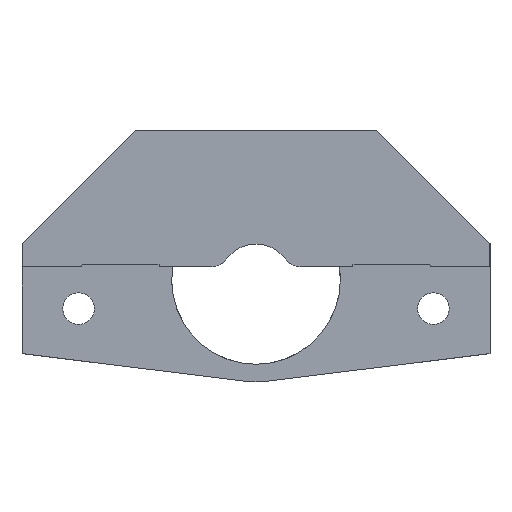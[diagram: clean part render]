
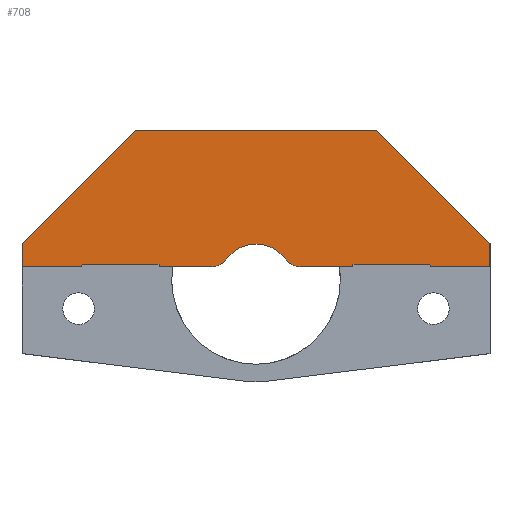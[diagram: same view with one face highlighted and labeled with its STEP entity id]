
A CAD part, front view. The second image highlights one B-rep face of the part: STEP entity #708.
In plain terms, the highlighted planar face has unit normal (0, -1, 0).
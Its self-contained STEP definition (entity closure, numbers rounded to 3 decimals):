
#24=PLANE('',#769);
#50=CIRCLE('',#759,2.5);
#52=CIRCLE('',#762,4.75);
#55=CIRCLE('',#767,2.5);
#81=FACE_OUTER_BOUND('',#119,.T.);
#119=EDGE_LOOP('',(#533,#534,#535,#536,#537,#538,#539,#540,#541,#542,#543,
#544,#545,#546,#547,#548,#549,#550));
#173=LINE('',#1074,#255);
#174=LINE('',#1077,#256);
#175=LINE('',#1079,#257);
#176=LINE('',#1081,#258);
#177=LINE('',#1083,#259);
#178=LINE('',#1085,#260);
#179=LINE('',#1087,#261);
#180=LINE('',#1089,#262);
#181=LINE('',#1091,#263);
#182=LINE('',#1093,#264);
#183=LINE('',#1095,#265);
#184=LINE('',#1097,#266);
#185=LINE('',#1099,#267);
#186=LINE('',#1101,#268);
#187=LINE('',#1102,#269);
#255=VECTOR('',#863,10.);
#256=VECTOR('',#866,10.);
#257=VECTOR('',#867,10.);
#258=VECTOR('',#868,10.);
#259=VECTOR('',#869,10.);
#260=VECTOR('',#870,10.);
#261=VECTOR('',#871,10.);
#262=VECTOR('',#872,10.);
#263=VECTOR('',#873,10.);
#264=VECTOR('',#874,10.);
#265=VECTOR('',#875,10.);
#266=VECTOR('',#876,10.);
#267=VECTOR('',#877,10.);
#268=VECTOR('',#878,10.);
#269=VECTOR('',#879,10.);
#335=VERTEX_POINT('',#1046);
#336=VERTEX_POINT('',#1048);
#338=VERTEX_POINT('',#1054);
#342=VERTEX_POINT('',#1066);
#344=VERTEX_POINT('',#1072);
#345=VERTEX_POINT('',#1076);
#346=VERTEX_POINT('',#1078);
#347=VERTEX_POINT('',#1080);
#348=VERTEX_POINT('',#1082);
#349=VERTEX_POINT('',#1084);
#350=VERTEX_POINT('',#1086);
#351=VERTEX_POINT('',#1088);
#352=VERTEX_POINT('',#1090);
#353=VERTEX_POINT('',#1092);
#354=VERTEX_POINT('',#1094);
#355=VERTEX_POINT('',#1096);
#356=VERTEX_POINT('',#1098);
#357=VERTEX_POINT('',#1100);
#404=EDGE_CURVE('',#335,#336,#50,.T.);
#408=EDGE_CURVE('',#335,#338,#52,.F.);
#413=EDGE_CURVE('',#342,#338,#55,.T.);
#417=EDGE_CURVE('',#342,#344,#173,.T.);
#418=EDGE_CURVE('',#344,#345,#174,.F.);
#419=EDGE_CURVE('',#345,#346,#175,.F.);
#420=EDGE_CURVE('',#346,#347,#176,.F.);
#421=EDGE_CURVE('',#347,#348,#177,.T.);
#422=EDGE_CURVE('',#348,#349,#178,.T.);
#423=EDGE_CURVE('',#349,#350,#179,.T.);
#424=EDGE_CURVE('',#350,#351,#180,.T.);
#425=EDGE_CURVE('',#351,#352,#181,.T.);
#426=EDGE_CURVE('',#352,#353,#182,.T.);
#427=EDGE_CURVE('',#353,#354,#183,.T.);
#428=EDGE_CURVE('',#354,#355,#184,.F.);
#429=EDGE_CURVE('',#355,#356,#185,.F.);
#430=EDGE_CURVE('',#356,#357,#186,.F.);
#431=EDGE_CURVE('',#357,#336,#187,.T.);
#533=ORIENTED_EDGE('',*,*,#404,.F.);
#534=ORIENTED_EDGE('',*,*,#408,.T.);
#535=ORIENTED_EDGE('',*,*,#413,.F.);
#536=ORIENTED_EDGE('',*,*,#417,.T.);
#537=ORIENTED_EDGE('',*,*,#418,.T.);
#538=ORIENTED_EDGE('',*,*,#419,.T.);
#539=ORIENTED_EDGE('',*,*,#420,.T.);
#540=ORIENTED_EDGE('',*,*,#421,.T.);
#541=ORIENTED_EDGE('',*,*,#422,.T.);
#542=ORIENTED_EDGE('',*,*,#423,.T.);
#543=ORIENTED_EDGE('',*,*,#424,.T.);
#544=ORIENTED_EDGE('',*,*,#425,.T.);
#545=ORIENTED_EDGE('',*,*,#426,.T.);
#546=ORIENTED_EDGE('',*,*,#427,.T.);
#547=ORIENTED_EDGE('',*,*,#428,.T.);
#548=ORIENTED_EDGE('',*,*,#429,.T.);
#549=ORIENTED_EDGE('',*,*,#430,.T.);
#550=ORIENTED_EDGE('',*,*,#431,.T.);
#708=ADVANCED_FACE('',(#81),#24,.T.);
#759=AXIS2_PLACEMENT_3D('',#1049,#836,#837);
#762=AXIS2_PLACEMENT_3D('',#1056,#844,#845);
#767=AXIS2_PLACEMENT_3D('',#1067,#856,#857);
#769=AXIS2_PLACEMENT_3D('',#1075,#864,#865);
#836=DIRECTION('center_axis',(0.,1.,0.));
#837=DIRECTION('ref_axis',(0.456,0.,-0.89));
#844=DIRECTION('center_axis',(0.,-1.,0.));
#845=DIRECTION('ref_axis',(1.,0.,0.));
#856=DIRECTION('center_axis',(0.,1.,0.));
#857=DIRECTION('ref_axis',(-0.456,0.,-0.89));
#863=DIRECTION('',(1.,0.,0.));
#864=DIRECTION('center_axis',(0.,-1.,0.));
#865=DIRECTION('ref_axis',(1.,0.,0.));
#866=DIRECTION('',(0.,0.,-1.));
#867=DIRECTION('',(-1.,0.,0.));
#868=DIRECTION('',(-0.198,0.,0.98));
#869=DIRECTION('',(1.,0.,0.));
#870=DIRECTION('',(0.,0.,1.));
#871=DIRECTION('',(-0.707,0.,0.707));
#872=DIRECTION('',(-1.,0.,0.));
#873=DIRECTION('',(-0.707,0.,-0.707));
#874=DIRECTION('',(0.,0.,-1.));
#875=DIRECTION('',(1.,0.,0.));
#876=DIRECTION('',(-0.198,0.,-0.98));
#877=DIRECTION('',(-1.,0.,0.));
#878=DIRECTION('',(0.,0.,1.));
#879=DIRECTION('',(1.,0.,0.));
#1046=CARTESIAN_POINT('',(125.844,264.998,556.61));
#1048=CARTESIAN_POINT('',(123.814,264.998,555.57));
#1049=CARTESIAN_POINT('Origin',(123.814,264.998,558.07));
#1054=CARTESIAN_POINT('',(133.556,264.998,556.61));
#1056=CARTESIAN_POINT('Origin',(129.7,264.998,553.837));
#1066=CARTESIAN_POINT('',(135.586,264.998,555.57));
#1067=CARTESIAN_POINT('Origin',(135.586,264.998,558.07));
#1072=CARTESIAN_POINT('',(142.55,264.998,555.57));
#1074=CARTESIAN_POINT('',(123.2,264.998,555.57));
#1075=CARTESIAN_POINT('Origin',(129.7,264.998,560.795));
#1076=CARTESIAN_POINT('',(142.55,264.998,555.92));
#1077=CARTESIAN_POINT('',(142.55,264.998,558.033));
#1078=CARTESIAN_POINT('',(152.722,264.998,555.92));
#1079=CARTESIAN_POINT('',(141.2,264.998,555.92));
#1080=CARTESIAN_POINT('',(152.792,264.998,555.57));
#1081=CARTESIAN_POINT('',(151.905,264.998,559.961));
#1082=CARTESIAN_POINT('',(160.7,264.998,555.57));
#1083=CARTESIAN_POINT('',(141.22,264.998,555.57));
#1084=CARTESIAN_POINT('',(160.7,264.998,558.67));
#1085=CARTESIAN_POINT('',(160.7,264.998,554.82));
#1086=CARTESIAN_POINT('',(145.7,264.998,573.67));
#1087=CARTESIAN_POINT('',(160.7,264.998,558.67));
#1088=CARTESIAN_POINT('',(113.7,264.998,573.67));
#1089=CARTESIAN_POINT('',(145.7,264.998,573.67));
#1090=CARTESIAN_POINT('',(98.7,264.998,558.67));
#1091=CARTESIAN_POINT('',(113.7,264.998,573.67));
#1092=CARTESIAN_POINT('',(98.7,264.998,555.57));
#1093=CARTESIAN_POINT('',(98.7,264.998,558.67));
#1094=CARTESIAN_POINT('',(106.608,264.998,555.57));
#1095=CARTESIAN_POINT('',(114.2,264.998,555.57));
#1096=CARTESIAN_POINT('',(106.678,264.998,555.92));
#1097=CARTESIAN_POINT('',(107.54,264.998,560.186));
#1098=CARTESIAN_POINT('',(116.85,264.998,555.92));
#1099=CARTESIAN_POINT('',(123.2,264.998,555.92));
#1100=CARTESIAN_POINT('',(116.85,264.998,555.57));
#1101=CARTESIAN_POINT('',(116.85,264.998,554.358));
#1102=CARTESIAN_POINT('',(123.2,264.998,555.57));
